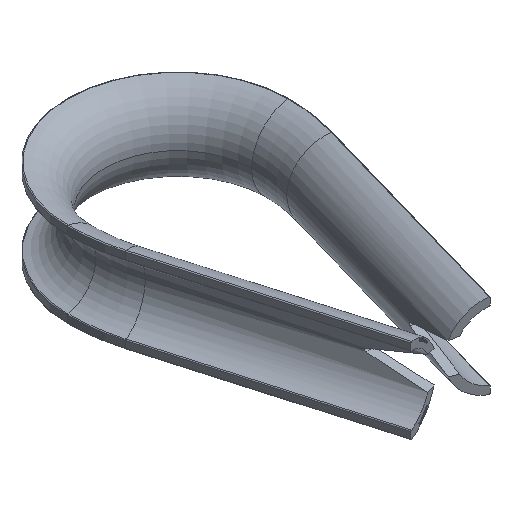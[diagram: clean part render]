
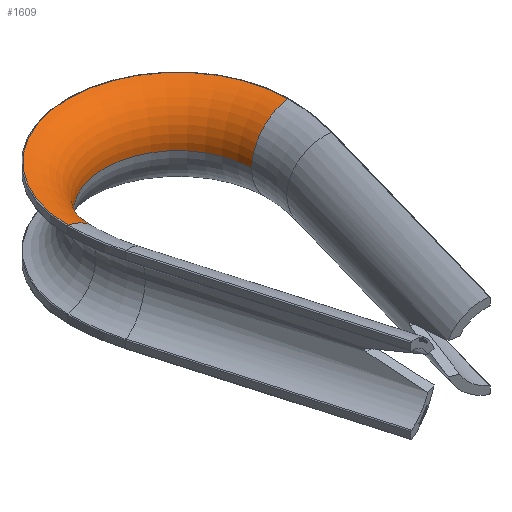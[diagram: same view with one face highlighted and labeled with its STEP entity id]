
A CAD part, isometric view. The second image highlights one B-rep face of the part: STEP entity #1609.
In plain terms, the highlighted toroidal (fillet/blend) face has major radius 14.25 mm and minor radius 5.25 mm.
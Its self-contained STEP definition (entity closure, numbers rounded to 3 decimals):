
#38 = DIRECTION ( 'NONE',  ( 1., 0., 0. ) ) ;
#308 = DIRECTION ( 'NONE',  ( 0., 1., 0. ) ) ;
#575 = EDGE_CURVE ( 'NONE', #15740, #5240, #7260, .T. ) ;
#1366 = EDGE_CURVE ( 'NONE', #15740, #12419, #6966, .T. ) ;
#1451 = DIRECTION ( 'NONE',  ( 0., 0., -1. ) ) ;
#1609 = ADVANCED_FACE ( 'NONE', ( #1753 ), #7545, .T. ) ;
#1753 = FACE_OUTER_BOUND ( 'NONE', #4955, .T. ) ;
#2510 = DIRECTION ( 'NONE',  ( 1., 0., 0. ) ) ;
#2662 = CIRCLE ( 'NONE', #10654, 9. ) ;
#2768 = DIRECTION ( 'NONE',  ( 0., 0., 1. ) ) ;
#3099 = CARTESIAN_POINT ( 'NONE',  ( -13.383, 32., 5.178 ) ) ;
#3790 = AXIS2_PLACEMENT_3D ( 'NONE', #10055, #5028, #5130 ) ;
#4500 = ORIENTED_EDGE ( 'NONE', *, *, #575, .T. ) ;
#4707 = AXIS2_PLACEMENT_3D ( 'NONE', #12287, #13589, #38 ) ;
#4955 = EDGE_LOOP ( 'NONE', ( #15130, #13744, #4500, #9371 ) ) ;
#5028 = DIRECTION ( 'NONE',  ( 0., -1., 0. ) ) ;
#5130 = DIRECTION ( 'NONE',  ( 0., 0., -1. ) ) ;
#5240 = VERTEX_POINT ( 'NONE', #3099 ) ;
#5992 = VERTEX_POINT ( 'NONE', #12558 ) ;
#6966 = CIRCLE ( 'NONE', #3790, 5.25 ) ;
#7260 = CIRCLE ( 'NONE', #8334, 13.383 ) ;
#7545 = TOROIDAL_SURFACE ( 'NONE', #4707, 14.25, 5.25 ) ;
#7562 = DIRECTION ( 'NONE',  ( -1., 0., 0. ) ) ;
#7655 = CARTESIAN_POINT ( 'NONE',  ( 9., 32., 0. ) ) ;
#7822 = CARTESIAN_POINT ( 'NONE',  ( -14.25, 32., 0. ) ) ;
#8334 = AXIS2_PLACEMENT_3D ( 'NONE', #10154, #2768, #7562 ) ;
#9371 = ORIENTED_EDGE ( 'NONE', *, *, #12326, .T. ) ;
#9746 = DIRECTION ( 'NONE',  ( 0., 0., 1. ) ) ;
#10055 = CARTESIAN_POINT ( 'NONE',  ( 14.25, 32., 0. ) ) ;
#10145 = AXIS2_PLACEMENT_3D ( 'NONE', #7822, #308, #1451 ) ;
#10154 = CARTESIAN_POINT ( 'NONE',  ( 0., 32., 5.178 ) ) ;
#10654 = AXIS2_PLACEMENT_3D ( 'NONE', #16002, #9746, #2510 ) ;
#11129 = EDGE_CURVE ( 'NONE', #12419, #5992, #2662, .T. ) ;
#11689 = CARTESIAN_POINT ( 'NONE',  ( 13.383, 32., 5.178 ) ) ;
#11695 = CIRCLE ( 'NONE', #10145, 5.25 ) ;
#12287 = CARTESIAN_POINT ( 'NONE',  ( 0., 32., 0. ) ) ;
#12326 = EDGE_CURVE ( 'NONE', #5240, #5992, #11695, .T. ) ;
#12419 = VERTEX_POINT ( 'NONE', #7655 ) ;
#12558 = CARTESIAN_POINT ( 'NONE',  ( -9., 32., 0. ) ) ;
#13589 = DIRECTION ( 'NONE',  ( 0., 0., 1. ) ) ;
#13744 = ORIENTED_EDGE ( 'NONE', *, *, #1366, .F. ) ;
#15130 = ORIENTED_EDGE ( 'NONE', *, *, #11129, .F. ) ;
#15740 = VERTEX_POINT ( 'NONE', #11689 ) ;
#16002 = CARTESIAN_POINT ( 'NONE',  ( 0., 32., 0. ) ) ;
